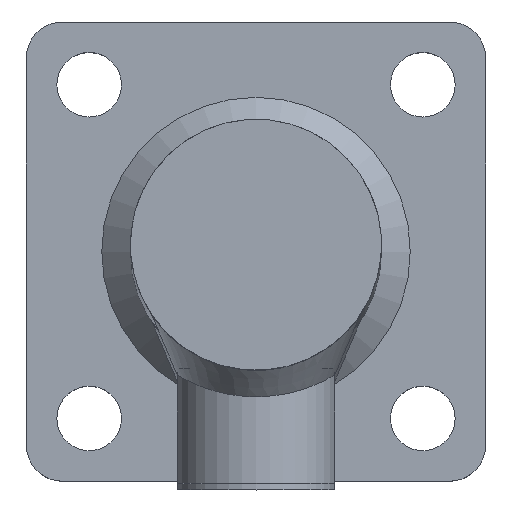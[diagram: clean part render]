
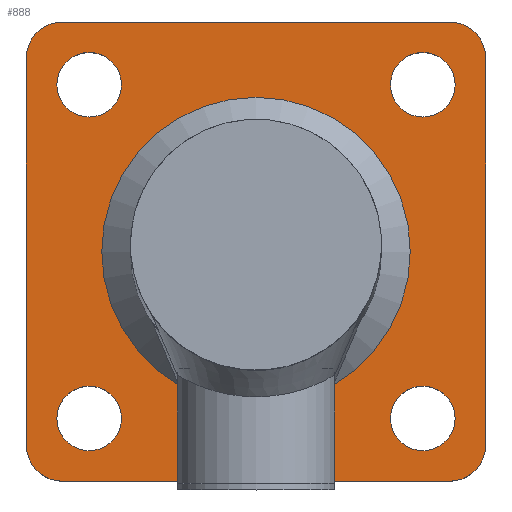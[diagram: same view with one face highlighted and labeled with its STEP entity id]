
A CAD part, top view. The second image highlights one B-rep face of the part: STEP entity #888.
In plain terms, the highlighted face is planar.
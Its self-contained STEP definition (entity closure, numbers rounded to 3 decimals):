
#77=PLANE('',#1105);
#104=CIRCLE('',#1088,17.75);
#106=CIRCLE('',#1091,4.5);
#108=CIRCLE('',#1094,4.5);
#110=CIRCLE('',#1097,4.5);
#112=CIRCLE('',#1100,4.5);
#114=CIRCLE('',#1103,5.);
#115=CIRCLE('',#1106,5.);
#116=CIRCLE('',#1107,5.);
#117=CIRCLE('',#1108,5.);
#169=LINE('',#2831,#213);
#172=LINE('',#2837,#216);
#173=LINE('',#2841,#217);
#174=LINE('',#2845,#218);
#213=VECTOR('',#1288,10.);
#216=VECTOR('',#1293,10.);
#217=VECTOR('',#1296,10.);
#218=VECTOR('',#1299,10.);
#244=FACE_BOUND('',#346,.T.);
#245=FACE_BOUND('',#347,.T.);
#246=FACE_BOUND('',#348,.T.);
#247=FACE_BOUND('',#349,.T.);
#248=FACE_BOUND('',#350,.T.);
#288=FACE_OUTER_BOUND('',#345,.T.);
#345=EDGE_LOOP('',(#703,#704,#705,#706,#707,#708,#709,#710));
#346=EDGE_LOOP('',(#711));
#347=EDGE_LOOP('',(#712));
#348=EDGE_LOOP('',(#713));
#349=EDGE_LOOP('',(#714));
#350=EDGE_LOOP('',(#715));
#439=VERTEX_POINT('',#2793);
#441=VERTEX_POINT('',#2799);
#443=VERTEX_POINT('',#2805);
#445=VERTEX_POINT('',#2811);
#447=VERTEX_POINT('',#2817);
#450=VERTEX_POINT('',#2824);
#451=VERTEX_POINT('',#2826);
#452=VERTEX_POINT('',#2830);
#454=VERTEX_POINT('',#2836);
#455=VERTEX_POINT('',#2838);
#456=VERTEX_POINT('',#2840);
#457=VERTEX_POINT('',#2842);
#458=VERTEX_POINT('',#2844);
#529=EDGE_CURVE('',#439,#439,#104,.T.);
#532=EDGE_CURVE('',#441,#441,#106,.T.);
#535=EDGE_CURVE('',#443,#443,#108,.T.);
#538=EDGE_CURVE('',#445,#445,#110,.T.);
#541=EDGE_CURVE('',#447,#447,#112,.T.);
#544=EDGE_CURVE('',#450,#451,#114,.T.);
#546=EDGE_CURVE('',#451,#452,#169,.T.);
#549=EDGE_CURVE('',#454,#450,#172,.T.);
#550=EDGE_CURVE('',#455,#454,#115,.T.);
#551=EDGE_CURVE('',#456,#455,#173,.T.);
#552=EDGE_CURVE('',#457,#456,#116,.T.);
#553=EDGE_CURVE('',#458,#457,#174,.T.);
#554=EDGE_CURVE('',#452,#458,#117,.T.);
#703=ORIENTED_EDGE('',*,*,#544,.F.);
#704=ORIENTED_EDGE('',*,*,#549,.F.);
#705=ORIENTED_EDGE('',*,*,#550,.F.);
#706=ORIENTED_EDGE('',*,*,#551,.F.);
#707=ORIENTED_EDGE('',*,*,#552,.F.);
#708=ORIENTED_EDGE('',*,*,#553,.F.);
#709=ORIENTED_EDGE('',*,*,#554,.F.);
#710=ORIENTED_EDGE('',*,*,#546,.F.);
#711=ORIENTED_EDGE('',*,*,#529,.T.);
#712=ORIENTED_EDGE('',*,*,#532,.T.);
#713=ORIENTED_EDGE('',*,*,#535,.T.);
#714=ORIENTED_EDGE('',*,*,#538,.T.);
#715=ORIENTED_EDGE('',*,*,#541,.T.);
#888=ADVANCED_FACE('',(#288,#244,#245,#246,#247,#248),#77,.F.);
#1088=AXIS2_PLACEMENT_3D('',#2795,#1248,#1249);
#1091=AXIS2_PLACEMENT_3D('',#2801,#1255,#1256);
#1094=AXIS2_PLACEMENT_3D('',#2807,#1262,#1263);
#1097=AXIS2_PLACEMENT_3D('',#2813,#1269,#1270);
#1100=AXIS2_PLACEMENT_3D('',#2819,#1276,#1277);
#1103=AXIS2_PLACEMENT_3D('',#2827,#1283,#1284);
#1105=AXIS2_PLACEMENT_3D('',#2835,#1291,#1292);
#1106=AXIS2_PLACEMENT_3D('',#2839,#1294,#1295);
#1107=AXIS2_PLACEMENT_3D('',#2843,#1297,#1298);
#1108=AXIS2_PLACEMENT_3D('',#2846,#1300,#1301);
#1248=DIRECTION('center_axis',(0.,0.,1.));
#1249=DIRECTION('ref_axis',(1.,0.,0.));
#1255=DIRECTION('center_axis',(0.,0.,1.));
#1256=DIRECTION('ref_axis',(1.,0.,0.));
#1262=DIRECTION('center_axis',(0.,0.,1.));
#1263=DIRECTION('ref_axis',(1.,0.,0.));
#1269=DIRECTION('center_axis',(0.,0.,1.));
#1270=DIRECTION('ref_axis',(1.,0.,0.));
#1276=DIRECTION('center_axis',(0.,0.,1.));
#1277=DIRECTION('ref_axis',(1.,0.,0.));
#1283=DIRECTION('center_axis',(0.,0.,1.));
#1284=DIRECTION('ref_axis',(-0.707,-0.707,0.));
#1288=DIRECTION('',(1.,0.,0.));
#1291=DIRECTION('center_axis',(0.,0.,1.));
#1292=DIRECTION('ref_axis',(1.,0.,0.));
#1293=DIRECTION('',(0.,-1.,0.));
#1294=DIRECTION('center_axis',(0.,0.,1.));
#1295=DIRECTION('ref_axis',(-0.707,0.707,0.));
#1296=DIRECTION('',(-1.,0.,0.));
#1297=DIRECTION('center_axis',(0.,0.,1.));
#1298=DIRECTION('ref_axis',(0.707,0.707,0.));
#1299=DIRECTION('',(0.,1.,0.));
#1300=DIRECTION('center_axis',(0.,0.,1.));
#1301=DIRECTION('ref_axis',(0.707,-0.707,0.));
#2793=CARTESIAN_POINT('',(-17.75,0.,0.));
#2795=CARTESIAN_POINT('Origin',(0.,0.,0.));
#2799=CARTESIAN_POINT('',(18.75,-23.25,0.));
#2801=CARTESIAN_POINT('Origin',(23.25,-23.25,0.));
#2805=CARTESIAN_POINT('',(-27.75,23.25,0.));
#2807=CARTESIAN_POINT('Origin',(-23.25,23.25,0.));
#2811=CARTESIAN_POINT('',(18.75,23.25,0.));
#2813=CARTESIAN_POINT('Origin',(23.25,23.25,0.));
#2817=CARTESIAN_POINT('',(-27.75,-23.25,0.));
#2819=CARTESIAN_POINT('Origin',(-23.25,-23.25,0.));
#2824=CARTESIAN_POINT('',(-32.,-27.,0.));
#2826=CARTESIAN_POINT('',(-27.,-32.,0.));
#2827=CARTESIAN_POINT('Origin',(-27.,-27.,0.));
#2830=CARTESIAN_POINT('',(27.,-32.,0.));
#2831=CARTESIAN_POINT('',(-32.,-32.,0.));
#2835=CARTESIAN_POINT('Origin',(0.,0.,0.));
#2836=CARTESIAN_POINT('',(-32.,27.,0.));
#2837=CARTESIAN_POINT('',(-32.,32.,0.));
#2838=CARTESIAN_POINT('',(-27.,32.,0.));
#2839=CARTESIAN_POINT('Origin',(-27.,27.,0.));
#2840=CARTESIAN_POINT('',(27.,32.,0.));
#2841=CARTESIAN_POINT('',(32.,32.,0.));
#2842=CARTESIAN_POINT('',(32.,27.,0.));
#2843=CARTESIAN_POINT('Origin',(27.,27.,0.));
#2844=CARTESIAN_POINT('',(32.,-27.,0.));
#2845=CARTESIAN_POINT('',(32.,-32.,0.));
#2846=CARTESIAN_POINT('Origin',(27.,-27.,0.));
